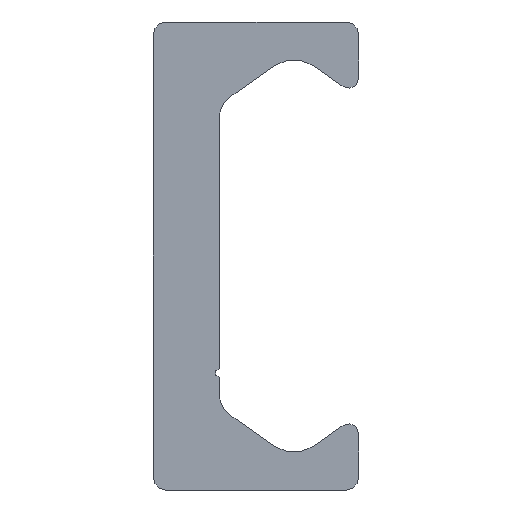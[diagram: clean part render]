
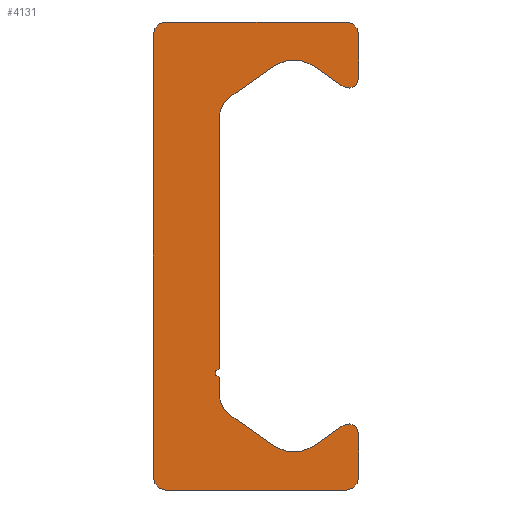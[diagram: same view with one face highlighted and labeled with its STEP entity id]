
A CAD part, left-side view. The second image highlights one B-rep face of the part: STEP entity #4131.
In plain terms, the highlighted planar face has unit normal (-1, 0, 0).
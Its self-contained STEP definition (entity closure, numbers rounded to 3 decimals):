
#3144=CARTESIAN_POINT('',(0.0,5.4,-14.));
#3145=VERTEX_POINT('',#3144);
#3152=CARTESIAN_POINT('',(0.0,6.15,-13.25));
#3153=VERTEX_POINT('',#3152);
#3154=CARTESIAN_POINT('',(0.0,5.4,-13.25));
#3155=DIRECTION('',(1.0,0.0,0.0));
#3156=DIRECTION('',(0.0,0.0,-1.0));
#3157=AXIS2_PLACEMENT_3D('',#3154,#3155,#3156);
#3158=CIRCLE('',#3157,0.75);
#3159=EDGE_CURVE('',#3145,#3153,#3158,.T.);
#3183=CARTESIAN_POINT('',(0.0,-5.4,-14.));
#3184=VERTEX_POINT('',#3183);
#3191=CARTESIAN_POINT('',(0.0,-5.4,-14.));
#3192=DIRECTION('',(0.0,1.0,0.0));
#3193=VECTOR('',#3192,10.8);
#3194=LINE('',#3191,#3193);
#3195=EDGE_CURVE('',#3184,#3145,#3194,.T.);
#3215=CARTESIAN_POINT('',(0.0,-6.15,-13.25));
#3216=VERTEX_POINT('',#3215);
#3223=CARTESIAN_POINT('',(0.0,-5.4,-13.25));
#3224=DIRECTION('',(1.0,0.0,0.0));
#3225=DIRECTION('',(0.0,-1.0,0.0));
#3226=AXIS2_PLACEMENT_3D('',#3223,#3224,#3225);
#3227=CIRCLE('',#3226,0.75);
#3228=EDGE_CURVE('',#3216,#3184,#3227,.T.);
#3247=CARTESIAN_POINT('',(0.0,-6.15,-10.63));
#3248=VERTEX_POINT('',#3247);
#3255=CARTESIAN_POINT('',(0.0,-6.15,-10.63));
#3256=DIRECTION('',(0.0,0.0,-1.0));
#3257=VECTOR('',#3256,2.62);
#3258=LINE('',#3255,#3257);
#3259=EDGE_CURVE('',#3248,#3216,#3258,.T.);
#3279=CARTESIAN_POINT('',(0.0,-5.206,-10.139));
#3280=VERTEX_POINT('',#3279);
#3287=CARTESIAN_POINT('',(0.0,-5.55,-10.63));
#3288=DIRECTION('',(1.0,0.0,0.0));
#3289=DIRECTION('',(0.0,0.574,0.819));
#3290=AXIS2_PLACEMENT_3D('',#3287,#3288,#3289);
#3291=CIRCLE('',#3290,0.6);
#3292=EDGE_CURVE('',#3280,#3248,#3291,.T.);
#3311=CARTESIAN_POINT('',(0.0,-3.417,-11.391));
#3312=VERTEX_POINT('',#3311);
#3319=CARTESIAN_POINT('',(0.0,-3.417,-11.391));
#3320=DIRECTION('',(0.0,-0.819,0.574));
#3321=VECTOR('',#3320,2.184);
#3322=LINE('',#3319,#3321);
#3323=EDGE_CURVE('',#3312,#3280,#3322,.T.);
#3343=CARTESIAN_POINT('',(0.0,-1.123,-11.391));
#3344=VERTEX_POINT('',#3343);
#3351=CARTESIAN_POINT('',(0.0,-2.27,-9.753));
#3352=DIRECTION('',(-1.0,0.0,0.0));
#3353=DIRECTION('',(0.0,0.574,0.819));
#3354=AXIS2_PLACEMENT_3D('',#3351,#3352,#3353);
#3355=CIRCLE('',#3354,2.0);
#3356=EDGE_CURVE('',#3344,#3312,#3355,.T.);
#3375=CARTESIAN_POINT('',(0.0,1.56,-9.512));
#3376=VERTEX_POINT('',#3375);
#3383=CARTESIAN_POINT('',(0.0,1.56,-9.512));
#3384=DIRECTION('',(0.0,-0.819,-0.574));
#3385=VECTOR('',#3384,3.276);
#3386=LINE('',#3383,#3385);
#3387=EDGE_CURVE('',#3376,#3344,#3386,.T.);
#3407=CARTESIAN_POINT('',(0.0,2.2,-8.283));
#3408=VERTEX_POINT('',#3407);
#3415=CARTESIAN_POINT('',(0.0,0.7,-8.283));
#3416=DIRECTION('',(-1.0,0.0,0.0));
#3417=DIRECTION('',(0.0,-0.574,0.819));
#3418=AXIS2_PLACEMENT_3D('',#3415,#3416,#3417);
#3419=CIRCLE('',#3418,1.5);
#3420=EDGE_CURVE('',#3408,#3376,#3419,.T.);
#3439=CARTESIAN_POINT('',(0.0,2.2,-7.25));
#3440=VERTEX_POINT('',#3439);
#3447=CARTESIAN_POINT('',(0.0,2.2,-7.25));
#3448=DIRECTION('',(0.0,0.0,-1.0));
#3449=VECTOR('',#3448,1.033);
#3450=LINE('',#3447,#3449);
#3451=EDGE_CURVE('',#3440,#3408,#3450,.T.);
#3471=CARTESIAN_POINT('',(0.0,2.2,-6.75));
#3472=VERTEX_POINT('',#3471);
#3479=CARTESIAN_POINT('',(0.0,2.2,-7.));
#3480=DIRECTION('',(-1.0,0.0,0.0));
#3481=DIRECTION('',(0.0,0.0,1.0));
#3482=AXIS2_PLACEMENT_3D('',#3479,#3480,#3481);
#3483=CIRCLE('',#3482,0.25);
#3484=EDGE_CURVE('',#3472,#3440,#3483,.T.);
#3503=CARTESIAN_POINT('',(0.0,2.2,8.283));
#3504=VERTEX_POINT('',#3503);
#3511=CARTESIAN_POINT('',(0.0,2.2,8.283));
#3512=DIRECTION('',(0.0,0.0,-1.0));
#3513=VECTOR('',#3512,15.033);
#3514=LINE('',#3511,#3513);
#3515=EDGE_CURVE('',#3504,#3472,#3514,.T.);
#3670=CARTESIAN_POINT('',(0.0,1.56,9.512));
#3671=VERTEX_POINT('',#3670);
#3678=CARTESIAN_POINT('',(0.0,0.7,8.283));
#3679=DIRECTION('',(-1.0,0.0,0.0));
#3680=DIRECTION('',(0.0,-1.0,0.0));
#3681=AXIS2_PLACEMENT_3D('',#3678,#3679,#3680);
#3682=CIRCLE('',#3681,1.5);
#3683=EDGE_CURVE('',#3671,#3504,#3682,.T.);
#3702=CARTESIAN_POINT('',(0.0,-1.123,11.391));
#3703=VERTEX_POINT('',#3702);
#3710=CARTESIAN_POINT('',(0.0,-1.123,11.391));
#3711=DIRECTION('',(0.0,0.819,-0.574));
#3712=VECTOR('',#3711,3.276);
#3713=LINE('',#3710,#3712);
#3714=EDGE_CURVE('',#3703,#3671,#3713,.T.);
#3734=CARTESIAN_POINT('',(0.0,-3.417,11.391));
#3735=VERTEX_POINT('',#3734);
#3742=CARTESIAN_POINT('',(0.0,-2.27,9.753));
#3743=DIRECTION('',(-1.0,0.0,0.0));
#3744=DIRECTION('',(0.0,-0.574,-0.819));
#3745=AXIS2_PLACEMENT_3D('',#3742,#3743,#3744);
#3746=CIRCLE('',#3745,2.0);
#3747=EDGE_CURVE('',#3735,#3703,#3746,.T.);
#3766=CARTESIAN_POINT('',(0.0,-5.206,10.139));
#3767=VERTEX_POINT('',#3766);
#3774=CARTESIAN_POINT('',(0.0,-5.206,10.139));
#3775=DIRECTION('',(0.0,0.819,0.574));
#3776=VECTOR('',#3775,2.184);
#3777=LINE('',#3774,#3776);
#3778=EDGE_CURVE('',#3767,#3735,#3777,.T.);
#3798=CARTESIAN_POINT('',(0.0,-6.15,10.63));
#3799=VERTEX_POINT('',#3798);
#3806=CARTESIAN_POINT('',(0.0,-5.55,10.63));
#3807=DIRECTION('',(1.0,0.0,0.0));
#3808=DIRECTION('',(0.0,-1.0,0.0));
#3809=AXIS2_PLACEMENT_3D('',#3806,#3807,#3808);
#3810=CIRCLE('',#3809,0.6);
#3811=EDGE_CURVE('',#3799,#3767,#3810,.T.);
#3830=CARTESIAN_POINT('',(0.0,-6.15,13.25));
#3831=VERTEX_POINT('',#3830);
#3838=CARTESIAN_POINT('',(0.0,-6.15,13.25));
#3839=DIRECTION('',(0.0,0.0,-1.0));
#3840=VECTOR('',#3839,2.62);
#3841=LINE('',#3838,#3840);
#3842=EDGE_CURVE('',#3831,#3799,#3841,.T.);
#3862=CARTESIAN_POINT('',(0.0,-5.4,14.));
#3863=VERTEX_POINT('',#3862);
#3870=CARTESIAN_POINT('',(0.0,-5.4,13.25));
#3871=DIRECTION('',(1.0,0.0,0.0));
#3872=DIRECTION('',(0.0,0.0,1.0));
#3873=AXIS2_PLACEMENT_3D('',#3870,#3871,#3872);
#3874=CIRCLE('',#3873,0.75);
#3875=EDGE_CURVE('',#3863,#3831,#3874,.T.);
#3894=CARTESIAN_POINT('',(0.0,5.4,14.));
#3895=VERTEX_POINT('',#3894);
#3902=CARTESIAN_POINT('',(0.0,5.4,14.));
#3903=DIRECTION('',(0.0,-1.0,0.0));
#3904=VECTOR('',#3903,10.8);
#3905=LINE('',#3902,#3904);
#3906=EDGE_CURVE('',#3895,#3863,#3905,.T.);
#3926=CARTESIAN_POINT('',(0.0,6.15,13.25));
#3927=VERTEX_POINT('',#3926);
#3934=CARTESIAN_POINT('',(0.0,5.4,13.25));
#3935=DIRECTION('',(1.0,0.0,0.0));
#3936=DIRECTION('',(0.0,1.0,0.0));
#3937=AXIS2_PLACEMENT_3D('',#3934,#3935,#3936);
#3938=CIRCLE('',#3937,0.75);
#3939=EDGE_CURVE('',#3927,#3895,#3938,.T.);
#3957=CARTESIAN_POINT('',(0.0,6.15,-13.25));
#3958=DIRECTION('',(0.0,0.0,1.0));
#3959=VECTOR('',#3958,26.5);
#3960=LINE('',#3957,#3959);
#3961=EDGE_CURVE('',#3153,#3927,#3960,.T.);
#4102=CARTESIAN_POINT('',(0.0,1.352,-0.021));
#4103=DIRECTION('',(1.0,0.0,0.0));
#4104=DIRECTION('',(0.0,0.0,-1.0));
#4105=AXIS2_PLACEMENT_3D('',#4102,#4103,#4104);
#4106=PLANE('',#4105);
#4107=ORIENTED_EDGE('',*,*,#3961,.F.);
#4108=ORIENTED_EDGE('',*,*,#3159,.F.);
#4109=ORIENTED_EDGE('',*,*,#3195,.F.);
#4110=ORIENTED_EDGE('',*,*,#3228,.F.);
#4111=ORIENTED_EDGE('',*,*,#3259,.F.);
#4112=ORIENTED_EDGE('',*,*,#3292,.F.);
#4113=ORIENTED_EDGE('',*,*,#3323,.F.);
#4114=ORIENTED_EDGE('',*,*,#3356,.F.);
#4115=ORIENTED_EDGE('',*,*,#3387,.F.);
#4116=ORIENTED_EDGE('',*,*,#3420,.F.);
#4117=ORIENTED_EDGE('',*,*,#3451,.F.);
#4118=ORIENTED_EDGE('',*,*,#3484,.F.);
#4119=ORIENTED_EDGE('',*,*,#3515,.F.);
#4120=ORIENTED_EDGE('',*,*,#3683,.F.);
#4121=ORIENTED_EDGE('',*,*,#3714,.F.);
#4122=ORIENTED_EDGE('',*,*,#3747,.F.);
#4123=ORIENTED_EDGE('',*,*,#3778,.F.);
#4124=ORIENTED_EDGE('',*,*,#3811,.F.);
#4125=ORIENTED_EDGE('',*,*,#3842,.F.);
#4126=ORIENTED_EDGE('',*,*,#3875,.F.);
#4127=ORIENTED_EDGE('',*,*,#3906,.F.);
#4128=ORIENTED_EDGE('',*,*,#3939,.F.);
#4129=EDGE_LOOP('',(#4107,#4108,#4109,#4110,#4111,#4112,#4113,#4114,#4115,#4116,#4117,#4118,#4119,#4120,#4121,#4122,#4123,#4124,#4125,#4126,#4127,#4128));
#4130=FACE_OUTER_BOUND('',#4129,.T.);
#4131=ADVANCED_FACE('',(#4130),#4106,.F.);
